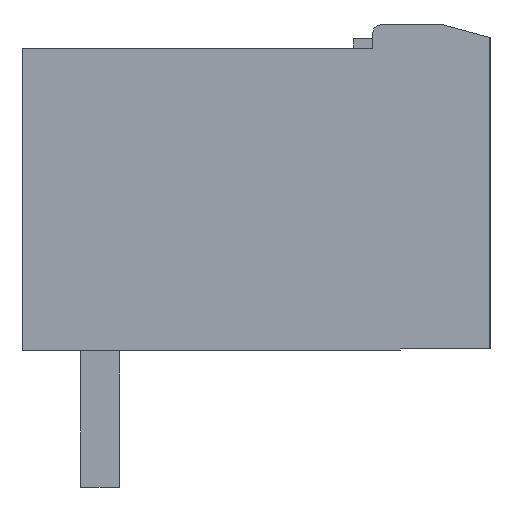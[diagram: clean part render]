
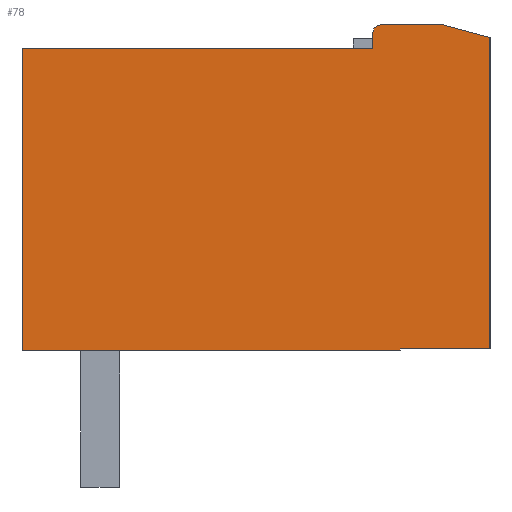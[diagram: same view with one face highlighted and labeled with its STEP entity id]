
A CAD part, left-side view. The second image highlights one B-rep face of the part: STEP entity #78.
In plain terms, the highlighted planar face has unit normal (-1, 0, 0).
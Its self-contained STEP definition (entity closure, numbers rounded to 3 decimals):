
#78=ADVANCED_FACE('',(#228),#2369,.T.);
#228=FACE_OUTER_BOUND('',#378,.T.);
#378=EDGE_LOOP('',(#538,#539,#540,#541,#542,#543,#544,#545,#546,#547));
#538=ORIENTED_EDGE('',*,*,#1317,.F.);
#539=ORIENTED_EDGE('',*,*,#1316,.F.);
#540=ORIENTED_EDGE('',*,*,#1315,.F.);
#541=ORIENTED_EDGE('',*,*,#1314,.F.);
#542=ORIENTED_EDGE('',*,*,#1313,.F.);
#543=ORIENTED_EDGE('',*,*,#1312,.F.);
#544=ORIENTED_EDGE('',*,*,#1559,.F.);
#545=ORIENTED_EDGE('',*,*,#1311,.F.);
#546=ORIENTED_EDGE('',*,*,#1639,.F.);
#547=ORIENTED_EDGE('',*,*,#1310,.F.);
#1310=EDGE_CURVE('',#2082,#2083,#1752,.T.);
#1311=EDGE_CURVE('',#2084,#2085,#1753,.T.);
#1312=EDGE_CURVE('',#2086,#2087,#1754,.T.);
#1313=EDGE_CURVE('',#2087,#2088,#1755,.T.);
#1314=EDGE_CURVE('',#2088,#2089,#1756,.T.);
#1315=EDGE_CURVE('',#2089,#2090,#1757,.T.);
#1316=EDGE_CURVE('',#2090,#2091,#1758,.T.);
#1317=EDGE_CURVE('',#2091,#2082,#1759,.T.);
#1559=EDGE_CURVE('',#2085,#2086,#1977,.T.);
#1639=EDGE_CURVE('',#2083,#2084,#1746,.T.);
#1746=(
BOUNDED_CURVE()
B_SPLINE_CURVE(2,(#4360,#4361,#4362),.UNSPECIFIED.,.F.,.F.)
B_SPLINE_CURVE_WITH_KNOTS((3,3),(-0.314,0.),.UNSPECIFIED.)
CURVE()
GEOMETRIC_REPRESENTATION_ITEM()
RATIONAL_B_SPLINE_CURVE((1.,0.707,1.))
REPRESENTATION_ITEM('')
);
#1752=B_SPLINE_CURVE_WITH_KNOTS('',1,(#3560,#3561),.UNSPECIFIED.,.F.,.F.,
(2,2),(0.,0.4),.UNSPECIFIED.);
#1753=B_SPLINE_CURVE_WITH_KNOTS('',1,(#3562,#3563),.UNSPECIFIED.,.F.,.F.,
(2,2),(0.,1.6),.UNSPECIFIED.);
#1754=B_SPLINE_CURVE_WITH_KNOTS('',1,(#3564,#3565),.UNSPECIFIED.,.F.,.F.,
(2,2),(0.,7.978),.UNSPECIFIED.);
#1755=B_SPLINE_CURVE_WITH_KNOTS('',1,(#3566,#3567),.UNSPECIFIED.,.F.,.F.,
(2,2),(0.,2.3),.UNSPECIFIED.);
#1756=B_SPLINE_CURVE_WITH_KNOTS('',1,(#3568,#3569),.UNSPECIFIED.,.F.,.F.,
(2,2),(0.,0.05),.UNSPECIFIED.);
#1757=B_SPLINE_CURVE_WITH_KNOTS('',1,(#3570,#3571),.UNSPECIFIED.,.F.,.F.,
(2,2),(0.,9.7),.UNSPECIFIED.);
#1758=B_SPLINE_CURVE_WITH_KNOTS('',1,(#3572,#3573),.UNSPECIFIED.,.F.,.F.,
(2,2),(0.,7.75),.UNSPECIFIED.);
#1759=B_SPLINE_CURVE_WITH_KNOTS('',1,(#3574,#3575),.UNSPECIFIED.,.F.,.F.,
(2,2),(0.,9.),.UNSPECIFIED.);
#1977=B_SPLINE_CURVE_WITH_KNOTS('',1,(#4130,#4131),.UNSPECIFIED.,.F.,.F.,
(2,2),(-1.242,0.),.UNSPECIFIED.);
#2082=VERTEX_POINT('',#3340);
#2083=VERTEX_POINT('',#3341);
#2084=VERTEX_POINT('',#3342);
#2085=VERTEX_POINT('',#3343);
#2086=VERTEX_POINT('',#3344);
#2087=VERTEX_POINT('',#3345);
#2088=VERTEX_POINT('',#3346);
#2089=VERTEX_POINT('',#3347);
#2090=VERTEX_POINT('',#3348);
#2091=VERTEX_POINT('',#3349);
#2369=PLANE('',#2508);
#2508=AXIS2_PLACEMENT_3D('',#2794,#2651,$);
#2651=DIRECTION('',(-1.,0.,0.));
#2794=CARTESIAN_POINT('',(-10.,-11.231,-0.866));
#3340=CARTESIAN_POINT('',(-10.,-7.,7.75));
#3341=CARTESIAN_POINT('',(-10.,-7.,8.15));
#3342=CARTESIAN_POINT('',(-10.,-7.2,8.35));
#3343=CARTESIAN_POINT('',(-10.,-8.8,8.35));
#3344=CARTESIAN_POINT('',(-10.,-10.,8.028));
#3345=CARTESIAN_POINT('',(-10.,-10.,0.05));
#3346=CARTESIAN_POINT('',(-10.,-7.7,0.05));
#3347=CARTESIAN_POINT('',(-10.,-7.7,0.));
#3348=CARTESIAN_POINT('',(-10.,2.,0.));
#3349=CARTESIAN_POINT('',(-10.,2.,7.75));
#3560=CARTESIAN_POINT('',(-10.,-7.,7.75));
#3561=CARTESIAN_POINT('',(-10.,-7.,8.15));
#3562=CARTESIAN_POINT('',(-10.,-7.2,8.35));
#3563=CARTESIAN_POINT('',(-10.,-8.8,8.35));
#3564=CARTESIAN_POINT('',(-10.,-10.,8.028));
#3565=CARTESIAN_POINT('',(-10.,-10.,0.05));
#3566=CARTESIAN_POINT('',(-10.,-10.,0.05));
#3567=CARTESIAN_POINT('',(-10.,-7.7,0.05));
#3568=CARTESIAN_POINT('',(-10.,-7.7,0.05));
#3569=CARTESIAN_POINT('',(-10.,-7.7,0.));
#3570=CARTESIAN_POINT('',(-10.,-7.7,0.));
#3571=CARTESIAN_POINT('',(-10.,2.,0.));
#3572=CARTESIAN_POINT('',(-10.,2.,0.));
#3573=CARTESIAN_POINT('',(-10.,2.,7.75));
#3574=CARTESIAN_POINT('',(-10.,2.,7.75));
#3575=CARTESIAN_POINT('',(-10.,-7.,7.75));
#4130=CARTESIAN_POINT('',(-10.,-8.8,8.35));
#4131=CARTESIAN_POINT('',(-10.,-10.,8.028));
#4360=CARTESIAN_POINT('',(-10.,-7.,8.15));
#4361=CARTESIAN_POINT('',(-10.,-7.,8.35));
#4362=CARTESIAN_POINT('',(-10.,-7.2,8.35));
